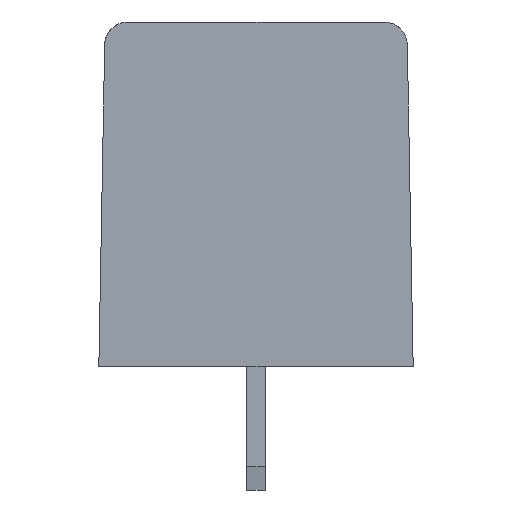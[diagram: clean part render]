
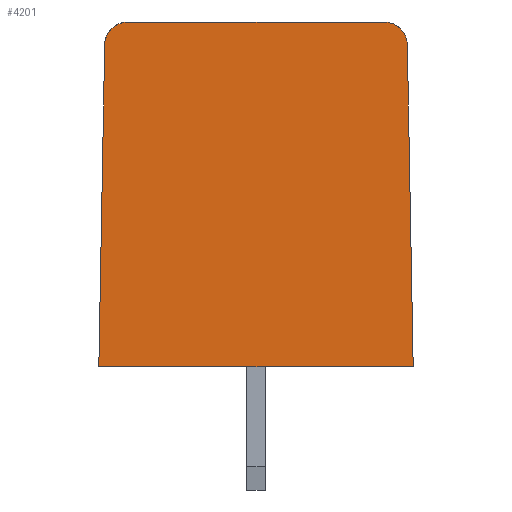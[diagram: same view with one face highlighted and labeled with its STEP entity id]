
A CAD part, left-side view. The second image highlights one B-rep face of the part: STEP entity #4201.
In plain terms, the highlighted planar face has unit normal (-1, 0, 0).
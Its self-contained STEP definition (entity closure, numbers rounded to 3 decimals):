
#4069 = VERTEX_POINT('',#4070);
#4070 = CARTESIAN_POINT('',(-0.375,5.5,14.8));
#4076 = EDGE_CURVE('',#4069,#4077,#4079,.T.);
#4077 = VERTEX_POINT('',#4078);
#4078 = CARTESIAN_POINT('',(-0.375,-5.5,14.8));
#4079 = LINE('',#4080,#4081);
#4080 = CARTESIAN_POINT('',(-0.375,6.75,14.8));
#4081 = VECTOR('',#4082,1.);
#4082 = DIRECTION('',(0.,-1.,0.));
#4116 = VERTEX_POINT('',#4117);
#4117 = CARTESIAN_POINT('',(-0.375,6.5,13.818));
#4123 = EDGE_CURVE('',#4116,#4069,#4124,.T.);
#4124 = CIRCLE('',#4125,1.);
#4125 = AXIS2_PLACEMENT_3D('',#4126,#4127,#4128);
#4126 = CARTESIAN_POINT('',(-0.375,5.5,13.8));
#4127 = DIRECTION('',(1.,0.,0.));
#4128 = DIRECTION('',(0.,1.,0.));
#4182 = EDGE_CURVE('',#4077,#4183,#4185,.T.);
#4183 = VERTEX_POINT('',#4184);
#4184 = CARTESIAN_POINT('',(-0.375,-6.5,13.818));
#4185 = CIRCLE('',#4186,1.);
#4186 = AXIS2_PLACEMENT_3D('',#4187,#4188,#4189);
#4187 = CARTESIAN_POINT('',(-0.375,-5.5,13.8));
#4188 = DIRECTION('',(1.,0.,0.));
#4189 = DIRECTION('',(0.,1.,0.));
#4201 = ADVANCED_FACE('',(#4202),#4229,.T.);
#4202 = FACE_BOUND('',#4203,.T.);
#4203 = EDGE_LOOP('',(#4204,#4212,#4220,#4226,#4227,#4228));
#4204 = ORIENTED_EDGE('',*,*,#4205,.F.);
#4205 = EDGE_CURVE('',#4206,#4116,#4208,.T.);
#4206 = VERTEX_POINT('',#4207);
#4207 = CARTESIAN_POINT('',(-0.375,6.75,0.));
#4208 = LINE('',#4209,#4210);
#4209 = CARTESIAN_POINT('',(-0.375,6.625,6.909));
#4210 = VECTOR('',#4211,1.);
#4211 = DIRECTION('',(0.,-0.018,1.));
#4212 = ORIENTED_EDGE('',*,*,#4213,.T.);
#4213 = EDGE_CURVE('',#4206,#4214,#4216,.T.);
#4214 = VERTEX_POINT('',#4215);
#4215 = CARTESIAN_POINT('',(-0.375,-6.75,0.));
#4216 = LINE('',#4217,#4218);
#4217 = CARTESIAN_POINT('',(-0.375,6.75,0.));
#4218 = VECTOR('',#4219,1.);
#4219 = DIRECTION('',(0.,-1.,0.));
#4220 = ORIENTED_EDGE('',*,*,#4221,.F.);
#4221 = EDGE_CURVE('',#4183,#4214,#4222,.T.);
#4222 = LINE('',#4223,#4224);
#4223 = CARTESIAN_POINT('',(-0.375,-6.748,0.122));
#4224 = VECTOR('',#4225,1.);
#4225 = DIRECTION('',(0.,-0.018,-1.));
#4226 = ORIENTED_EDGE('',*,*,#4182,.F.);
#4227 = ORIENTED_EDGE('',*,*,#4076,.F.);
#4228 = ORIENTED_EDGE('',*,*,#4123,.F.);
#4229 = PLANE('',#4230);
#4230 = AXIS2_PLACEMENT_3D('',#4231,#4232,#4233);
#4231 = CARTESIAN_POINT('',(-0.375,6.75,0.));
#4232 = DIRECTION('',(-1.,0.,0.));
#4233 = DIRECTION('',(0.,0.,1.));
